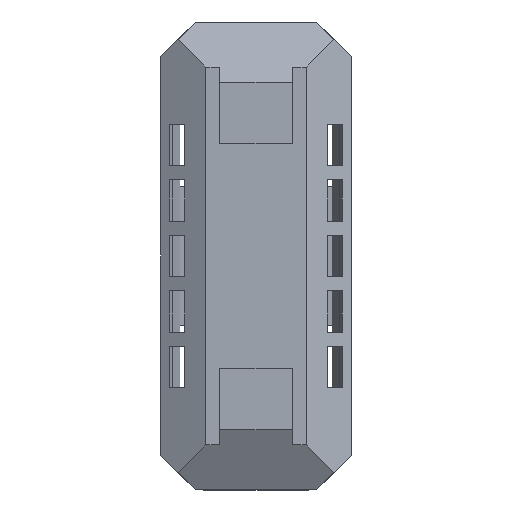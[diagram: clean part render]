
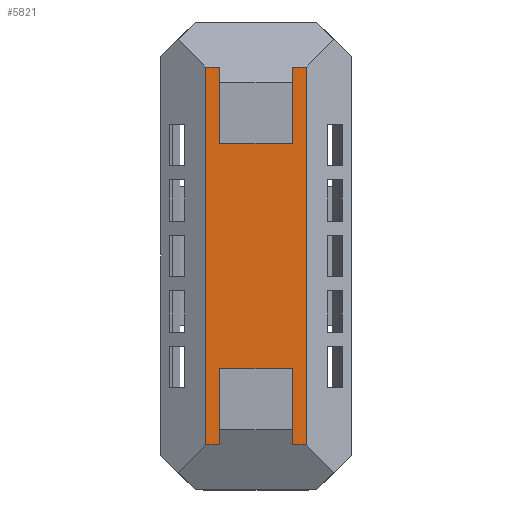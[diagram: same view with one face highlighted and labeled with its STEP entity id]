
A CAD part, front view. The second image highlights one B-rep face of the part: STEP entity #5821.
In plain terms, the highlighted planar face has unit normal (0, -1, 0).
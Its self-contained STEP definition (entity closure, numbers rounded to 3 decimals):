
#64 = CARTESIAN_POINT ( 'NONE',  ( -14.51, -7.5, -67.5 ) ) ;
#298 = CARTESIAN_POINT ( 'NONE',  ( -10.51, -7.5, 54.51 ) ) ;
#309 = CARTESIAN_POINT ( 'NONE',  ( 10.51, -7.5, 54.51 ) ) ;
#340 = DIRECTION ( 'NONE',  ( 0., 0., 1. ) ) ;
#375 = CARTESIAN_POINT ( 'NONE',  ( 27.5, -7.5, -32.5 ) ) ;
#382 = LINE ( 'NONE', #3425, #6447 ) ;
#414 = VERTEX_POINT ( 'NONE', #4707 ) ;
#427 = DIRECTION ( 'NONE',  ( -1., 0., 0. ) ) ;
#556 = LINE ( 'NONE', #64, #5862 ) ;
#675 = DIRECTION ( 'NONE',  ( -1., 0., 0. ) ) ;
#832 = CARTESIAN_POINT ( 'NONE',  ( -14.51, -7.5, -54.51 ) ) ;
#868 = ORIENTED_EDGE ( 'NONE', *, *, #1005, .F. ) ;
#994 = CARTESIAN_POINT ( 'NONE',  ( 0., -7.5, -54.51 ) ) ;
#1005 = EDGE_CURVE ( 'NONE', #3636, #5913, #2213, .T. ) ;
#1121 = CARTESIAN_POINT ( 'NONE',  ( 27.5, -7.5, 32.5 ) ) ;
#1179 = DIRECTION ( 'NONE',  ( 0., 0., -1. ) ) ;
#1359 = VECTOR ( 'NONE', #6125, 1000. ) ;
#1560 = VERTEX_POINT ( 'NONE', #5991 ) ;
#1664 = ORIENTED_EDGE ( 'NONE', *, *, #5420, .T. ) ;
#1690 = EDGE_CURVE ( 'NONE', #5913, #3044, #5247, .T. ) ;
#1858 = DIRECTION ( 'NONE',  ( 0., 0., 1. ) ) ;
#1882 = DIRECTION ( 'NONE',  ( 0., 0., 1. ) ) ;
#1885 = CARTESIAN_POINT ( 'NONE',  ( 0., -7.5, 54.51 ) ) ;
#1906 = VECTOR ( 'NONE', #6103, 1000. ) ;
#2086 = DIRECTION ( 'NONE',  ( 1., 0., 0. ) ) ;
#2109 = CARTESIAN_POINT ( 'NONE',  ( -10.51, -7.5, -54.51 ) ) ;
#2115 = ORIENTED_EDGE ( 'NONE', *, *, #3087, .F. ) ;
#2213 = LINE ( 'NONE', #3297, #6034 ) ;
#2263 = FACE_OUTER_BOUND ( 'NONE', #2824, .T. ) ;
#2267 = DIRECTION ( 'NONE',  ( 0., 0., 1. ) ) ;
#2377 = VECTOR ( 'NONE', #5100, 1000. ) ;
#2409 = LINE ( 'NONE', #1885, #1359 ) ;
#2801 = CARTESIAN_POINT ( 'NONE',  ( -10.51, -7.5, -32.5 ) ) ;
#2824 = EDGE_LOOP ( 'NONE', ( #3367, #3476, #4804, #2115, #3938, #868, #3195, #6831, #3444, #1664, #3335, #4261 ) ) ;
#2940 = EDGE_CURVE ( 'NONE', #3636, #1560, #4932, .T. ) ;
#2961 = LINE ( 'NONE', #375, #2377 ) ;
#2975 = CARTESIAN_POINT ( 'NONE',  ( 10.51, -7.5, -67.5 ) ) ;
#3033 = VERTEX_POINT ( 'NONE', #832 ) ;
#3044 = VERTEX_POINT ( 'NONE', #5665 ) ;
#3087 = EDGE_CURVE ( 'NONE', #3044, #5388, #2961, .T. ) ;
#3154 = EDGE_CURVE ( 'NONE', #3033, #4509, #556, .T. ) ;
#3162 = VECTOR ( 'NONE', #3257, 1000. ) ;
#3195 = ORIENTED_EDGE ( 'NONE', *, *, #2940, .T. ) ;
#3257 = DIRECTION ( 'NONE',  ( -1., 0., 0. ) ) ;
#3297 = CARTESIAN_POINT ( 'NONE',  ( 0., -7.5, -54.51 ) ) ;
#3335 = ORIENTED_EDGE ( 'NONE', *, *, #3832, .T. ) ;
#3345 = VERTEX_POINT ( 'NONE', #6016 ) ;
#3367 = ORIENTED_EDGE ( 'NONE', *, *, #3154, .F. ) ;
#3402 = VERTEX_POINT ( 'NONE', #298 ) ;
#3425 = CARTESIAN_POINT ( 'NONE',  ( -10.51, -7.5, -67.5 ) ) ;
#3435 = LINE ( 'NONE', #2975, #5154 ) ;
#3444 = ORIENTED_EDGE ( 'NONE', *, *, #3759, .F. ) ;
#3476 = ORIENTED_EDGE ( 'NONE', *, *, #4511, .T. ) ;
#3636 = VERTEX_POINT ( 'NONE', #4743 ) ;
#3759 = EDGE_CURVE ( 'NONE', #3345, #5604, #3435, .T. ) ;
#3773 = PLANE ( 'NONE',  #6770 ) ;
#3832 = EDGE_CURVE ( 'NONE', #414, #3402, #5649, .T. ) ;
#3893 = VERTEX_POINT ( 'NONE', #2109 ) ;
#3921 = EDGE_CURVE ( 'NONE', #1560, #5604, #6383, .T. ) ;
#3938 = ORIENTED_EDGE ( 'NONE', *, *, #1690, .F. ) ;
#4191 = VECTOR ( 'NONE', #2267, 1000. ) ;
#4261 = ORIENTED_EDGE ( 'NONE', *, *, #5159, .F. ) ;
#4300 = DIRECTION ( 'NONE',  ( 0., 0., 1. ) ) ;
#4334 = CARTESIAN_POINT ( 'NONE',  ( 10.51, -7.5, -54.51 ) ) ;
#4509 = VERTEX_POINT ( 'NONE', #5237 ) ;
#4511 = EDGE_CURVE ( 'NONE', #3033, #3893, #6470, .T. ) ;
#4707 = CARTESIAN_POINT ( 'NONE',  ( -10.51, -7.5, 32.5 ) ) ;
#4743 = CARTESIAN_POINT ( 'NONE',  ( 14.51, -7.5, -54.51 ) ) ;
#4804 = ORIENTED_EDGE ( 'NONE', *, *, #6297, .T. ) ;
#4932 = LINE ( 'NONE', #5534, #4191 ) ;
#4949 = VECTOR ( 'NONE', #2086, 1000. ) ;
#5045 = VECTOR ( 'NONE', #427, 1000. ) ;
#5049 = CARTESIAN_POINT ( 'NONE',  ( -10.51, -7.5, -67.5 ) ) ;
#5100 = DIRECTION ( 'NONE',  ( -1., 0., 0. ) ) ;
#5154 = VECTOR ( 'NONE', #1858, 1000. ) ;
#5159 = EDGE_CURVE ( 'NONE', #4509, #3402, #2409, .T. ) ;
#5237 = CARTESIAN_POINT ( 'NONE',  ( -14.51, -7.5, 54.51 ) ) ;
#5247 = LINE ( 'NONE', #5667, #5793 ) ;
#5388 = VERTEX_POINT ( 'NONE', #2801 ) ;
#5420 = EDGE_CURVE ( 'NONE', #3345, #414, #5992, .T. ) ;
#5534 = CARTESIAN_POINT ( 'NONE',  ( 14.51, -7.5, -67.5 ) ) ;
#5604 = VERTEX_POINT ( 'NONE', #309 ) ;
#5649 = LINE ( 'NONE', #5049, #1906 ) ;
#5665 = CARTESIAN_POINT ( 'NONE',  ( 10.51, -7.5, -32.5 ) ) ;
#5667 = CARTESIAN_POINT ( 'NONE',  ( 10.51, -7.5, -67.5 ) ) ;
#5793 = VECTOR ( 'NONE', #340, 1000. ) ;
#5821 = ADVANCED_FACE ( 'NONE', ( #2263 ), #3773, .T. ) ;
#5862 = VECTOR ( 'NONE', #4300, 1000. ) ;
#5913 = VERTEX_POINT ( 'NONE', #4334 ) ;
#5985 = CARTESIAN_POINT ( 'NONE',  ( 0., -7.5, -67.5 ) ) ;
#5991 = CARTESIAN_POINT ( 'NONE',  ( 14.51, -7.5, 54.51 ) ) ;
#5992 = LINE ( 'NONE', #1121, #3162 ) ;
#6016 = CARTESIAN_POINT ( 'NONE',  ( 10.51, -7.5, 32.5 ) ) ;
#6034 = VECTOR ( 'NONE', #675, 1000. ) ;
#6103 = DIRECTION ( 'NONE',  ( 0., 0., 1. ) ) ;
#6125 = DIRECTION ( 'NONE',  ( 1., 0., 0. ) ) ;
#6297 = EDGE_CURVE ( 'NONE', #3893, #5388, #382, .T. ) ;
#6346 = CARTESIAN_POINT ( 'NONE',  ( 0., -7.5, 54.51 ) ) ;
#6383 = LINE ( 'NONE', #6346, #5045 ) ;
#6447 = VECTOR ( 'NONE', #1882, 1000. ) ;
#6470 = LINE ( 'NONE', #994, #4949 ) ;
#6770 = AXIS2_PLACEMENT_3D ( 'NONE', #5985, #6927, #1179 ) ;
#6831 = ORIENTED_EDGE ( 'NONE', *, *, #3921, .T. ) ;
#6927 = DIRECTION ( 'NONE',  ( 0., -1., 0. ) ) ;
